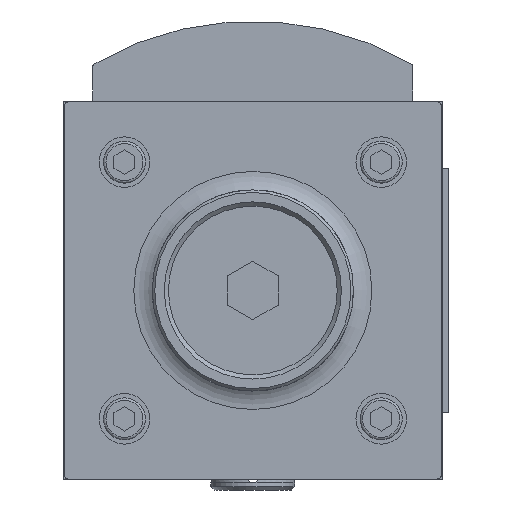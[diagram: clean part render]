
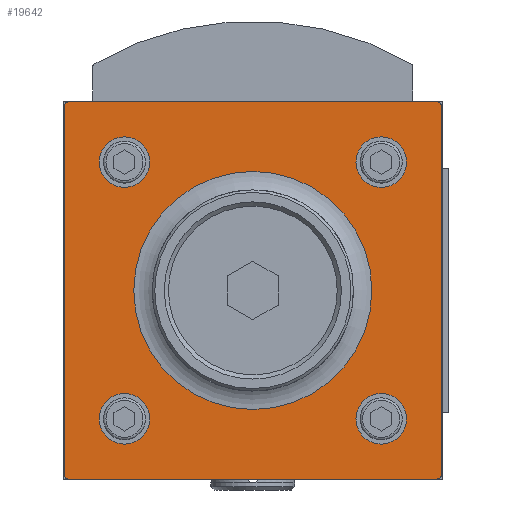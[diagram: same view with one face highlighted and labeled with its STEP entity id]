
A CAD part, front view. The second image highlights one B-rep face of the part: STEP entity #19642.
In plain terms, the highlighted planar face has unit normal (0, -1, 0).
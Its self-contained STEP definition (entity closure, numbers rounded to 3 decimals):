
#872=LINE('',#26291,#2126);
#873=LINE('',#26296,#2127);
#874=LINE('',#26300,#2128);
#875=LINE('',#26304,#2129);
#2126=VECTOR('',#22109,1000.);
#2127=VECTOR('',#22112,1000.);
#2128=VECTOR('',#22115,1000.);
#2129=VECTOR('',#22118,1000.);
#3420=ORIENTED_EDGE('',*,*,#7733,.F.);
#3421=ORIENTED_EDGE('',*,*,#7734,.F.);
#3422=ORIENTED_EDGE('',*,*,#7735,.T.);
#3423=ORIENTED_EDGE('',*,*,#7736,.F.);
#3424=ORIENTED_EDGE('',*,*,#7737,.F.);
#3425=ORIENTED_EDGE('',*,*,#7738,.F.);
#3426=ORIENTED_EDGE('',*,*,#7739,.F.);
#3427=ORIENTED_EDGE('',*,*,#7740,.F.);
#3428=ORIENTED_EDGE('',*,*,#7741,.F.);
#3429=ORIENTED_EDGE('',*,*,#7742,.F.);
#3430=ORIENTED_EDGE('',*,*,#7743,.F.);
#3431=ORIENTED_EDGE('',*,*,#7744,.F.);
#3432=ORIENTED_EDGE('',*,*,#7745,.F.);
#7733=EDGE_CURVE('',#9888,#9888,#11324,.F.);
#7734=EDGE_CURVE('',#9889,#9889,#11325,.F.);
#7735=EDGE_CURVE('',#9890,#9890,#11326,.T.);
#7736=EDGE_CURVE('',#9891,#9892,#872,.T.);
#7737=EDGE_CURVE('',#9893,#9891,#11327,.T.);
#7738=EDGE_CURVE('',#9894,#9893,#873,.T.);
#7739=EDGE_CURVE('',#9895,#9894,#11328,.T.);
#7740=EDGE_CURVE('',#9896,#9895,#874,.T.);
#7741=EDGE_CURVE('',#9897,#9896,#11329,.T.);
#7742=EDGE_CURVE('',#9898,#9897,#875,.T.);
#7743=EDGE_CURVE('',#9892,#9898,#11330,.T.);
#7744=EDGE_CURVE('',#9899,#9899,#11331,.F.);
#7745=EDGE_CURVE('',#9900,#9900,#11332,.F.);
#9888=VERTEX_POINT('',#26286);
#9889=VERTEX_POINT('',#26288);
#9890=VERTEX_POINT('',#26290);
#9891=VERTEX_POINT('',#26292);
#9892=VERTEX_POINT('',#26293);
#9893=VERTEX_POINT('',#26295);
#9894=VERTEX_POINT('',#26297);
#9895=VERTEX_POINT('',#26299);
#9896=VERTEX_POINT('',#26301);
#9897=VERTEX_POINT('',#26303);
#9898=VERTEX_POINT('',#26305);
#9899=VERTEX_POINT('',#26308);
#9900=VERTEX_POINT('',#26310);
#11324=CIRCLE('',#20593,6.);
#11325=CIRCLE('',#20594,6.);
#11326=CIRCLE('',#20595,28.28);
#11327=CIRCLE('',#20596,1.);
#11328=CIRCLE('',#20597,1.);
#11329=CIRCLE('',#20598,1.);
#11330=CIRCLE('',#20599,1.);
#11331=CIRCLE('',#20600,6.);
#11332=CIRCLE('',#20601,6.);
#11826=EDGE_LOOP('',(#3420));
#11827=EDGE_LOOP('',(#3421));
#11828=EDGE_LOOP('',(#3422));
#11829=EDGE_LOOP('',(#3423,#3424,#3425,#3426,#3427,#3428,#3429,#3430));
#11830=EDGE_LOOP('',(#3431));
#11831=EDGE_LOOP('',(#3432));
#12961=FACE_BOUND('',#11826,.T.);
#12962=FACE_BOUND('',#11827,.T.);
#12963=FACE_BOUND('',#11828,.T.);
#12964=FACE_BOUND('',#11829,.T.);
#12965=FACE_BOUND('',#11830,.T.);
#12966=FACE_BOUND('',#11831,.T.);
#14085=PLANE('',#20592);
#19642=ADVANCED_FACE('',(#12961,#12962,#12963,#12964,#12965,#12966),#14085,
 .F.);
#20592=AXIS2_PLACEMENT_3D('',#26284,#22101,#22102);
#20593=AXIS2_PLACEMENT_3D('',#26285,#22103,#22104);
#20594=AXIS2_PLACEMENT_3D('',#26287,#22105,#22106);
#20595=AXIS2_PLACEMENT_3D('',#26289,#22107,#22108);
#20596=AXIS2_PLACEMENT_3D('',#26294,#22110,#22111);
#20597=AXIS2_PLACEMENT_3D('',#26298,#22113,#22114);
#20598=AXIS2_PLACEMENT_3D('',#26302,#22116,#22117);
#20599=AXIS2_PLACEMENT_3D('',#26306,#22119,#22120);
#20600=AXIS2_PLACEMENT_3D('',#26307,#22121,#22122);
#20601=AXIS2_PLACEMENT_3D('',#26309,#22123,#22124);
#22101=DIRECTION('',(0.,1.,0.));
#22102=DIRECTION('',(0.,0.,1.));
#22103=DIRECTION('',(0.,1.,0.));
#22104=DIRECTION('',(0.,0.,1.));
#22105=DIRECTION('',(0.,1.,0.));
#22106=DIRECTION('',(0.,0.,1.));
#22107=DIRECTION('',(0.,1.,0.));
#22108=DIRECTION('',(0.,0.,1.));
#22109=DIRECTION('',(0.,0.,1.));
#22110=DIRECTION('',(0.,1.,0.));
#22111=DIRECTION('',(1.,0.,0.));
#22112=DIRECTION('',(-1.,0.,0.));
#22113=DIRECTION('',(0.,1.,0.));
#22114=DIRECTION('',(1.,0.,0.));
#22115=DIRECTION('',(0.,0.,-1.));
#22116=DIRECTION('',(0.,1.,0.));
#22117=DIRECTION('',(1.,0.,0.));
#22118=DIRECTION('',(1.,0.,0.));
#22119=DIRECTION('',(0.,1.,0.));
#22120=DIRECTION('',(1.,0.,0.));
#22121=DIRECTION('',(0.,1.,0.));
#22122=DIRECTION('',(0.,0.,1.));
#22123=DIRECTION('',(0.,1.,0.));
#22124=DIRECTION('',(0.,0.,1.));
#26284=CARTESIAN_POINT('',(-28.28,-83.,0.));
#26285=CARTESIAN_POINT('',(-30.5,-83.,-30.5));
#26286=CARTESIAN_POINT('',(-30.5,-83.,-24.5));
#26287=CARTESIAN_POINT('',(30.5,-83.,30.5));
#26288=CARTESIAN_POINT('',(30.5,-83.,36.5));
#26289=CARTESIAN_POINT('',(0.,-83.,0.));
#26290=CARTESIAN_POINT('',(0.,-83.,28.28));
#26291=CARTESIAN_POINT('',(-44.8,-83.,-43.8));
#26292=CARTESIAN_POINT('',(-44.8,-83.,-43.8));
#26293=CARTESIAN_POINT('',(-44.8,-83.,43.8));
#26294=CARTESIAN_POINT('',(-43.8,-83.,-43.8));
#26295=CARTESIAN_POINT('',(-43.8,-83.,-44.8));
#26296=CARTESIAN_POINT('',(43.8,-83.,-44.8));
#26297=CARTESIAN_POINT('',(43.8,-83.,-44.8));
#26298=CARTESIAN_POINT('',(43.8,-83.,-43.8));
#26299=CARTESIAN_POINT('',(44.8,-83.,-43.8));
#26300=CARTESIAN_POINT('',(44.8,-83.,43.8));
#26301=CARTESIAN_POINT('',(44.8,-83.,43.8));
#26302=CARTESIAN_POINT('',(43.8,-83.,43.8));
#26303=CARTESIAN_POINT('',(43.8,-83.,44.8));
#26304=CARTESIAN_POINT('',(-43.8,-83.,44.8));
#26305=CARTESIAN_POINT('',(-43.8,-83.,44.8));
#26306=CARTESIAN_POINT('',(-43.8,-83.,43.8));
#26307=CARTESIAN_POINT('',(-30.5,-83.,30.5));
#26308=CARTESIAN_POINT('',(-30.5,-83.,36.5));
#26309=CARTESIAN_POINT('',(30.5,-83.,-30.5));
#26310=CARTESIAN_POINT('',(30.5,-83.,-24.5));
